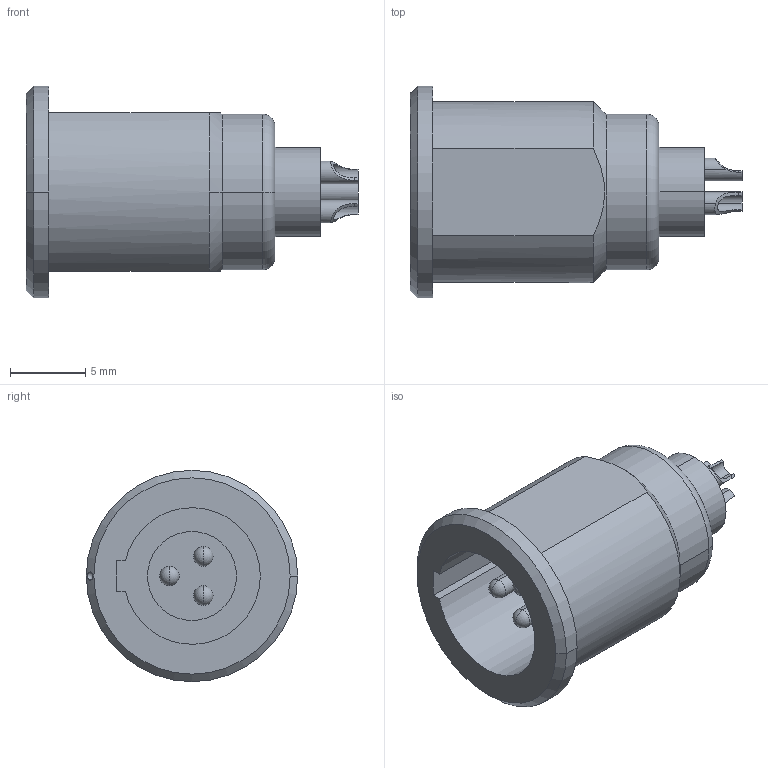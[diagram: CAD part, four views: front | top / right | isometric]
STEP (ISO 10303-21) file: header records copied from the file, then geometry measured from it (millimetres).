
FILE_DESCRIPTION((''),'2;1');
FILE_NAME('G11L0C-P03M','2014-02-04T',('RTrager'),(''),'PRO/ENGINEER BY PARAMETRIC TECHNOLOGY CORPORATION, 2013050','PRO/ENGINEER BY PARAMETRIC TECHNOLOGY CORPORATION, 2013050','');
FILE_SCHEMA(('CONFIG_CONTROL_DESIGN'));
Length unit declared in the file: millimetre
Products named in the file (1): G11L0C-P03M
Bounding box: 22 x 14 x 14 mm (x, y, z)
Volume: 1147.1 mm3; surface area: 1466.2 mm2
Topology: 1 solids, 1 shells, 77 faces, 191 edges, 119 vertices
Faces by surface type: cylinder 35, plane 21, sphere 7, torus 5, bspline 5, cone 4
Entity records: 2936 total; most frequent: CARTESIAN_POINT 1086, DIRECTION 391, ORIENTED_EDGE 366, EDGE_CURVE 183, AXIS2_PLACEMENT_3D 159, VERTEX_POINT 119, EDGE_LOOP 88, CIRCLE 87
